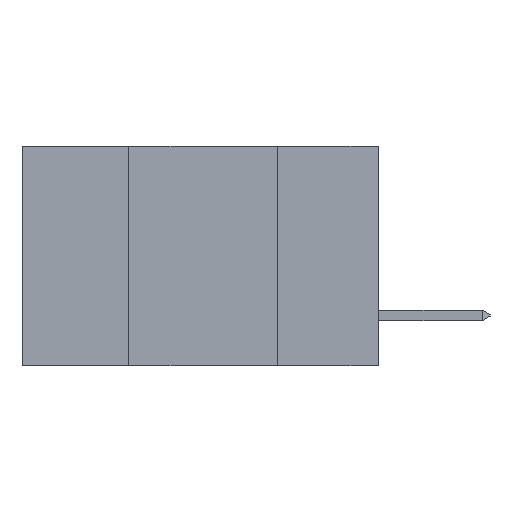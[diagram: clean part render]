
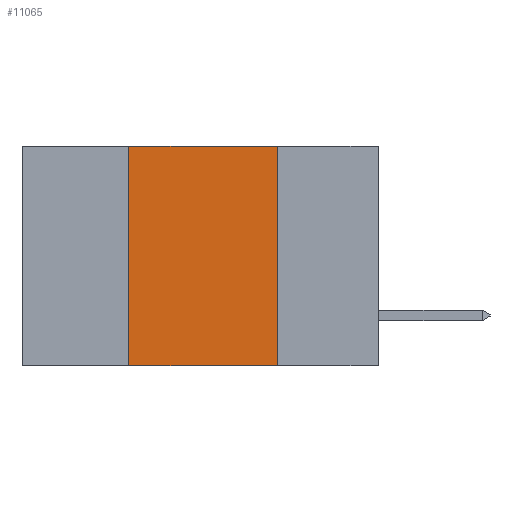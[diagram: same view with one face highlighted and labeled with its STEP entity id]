
A CAD part, left-side view. The second image highlights one B-rep face of the part: STEP entity #11065.
In plain terms, the highlighted planar face has unit normal (-1, 0, 0).
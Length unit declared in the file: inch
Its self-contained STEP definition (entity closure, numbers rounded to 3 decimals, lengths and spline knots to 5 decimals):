
#661 = LINE ( 'NONE', #3651, #8705 ) ;
#1401 = ORIENTED_EDGE ( 'NONE', *, *, #11481, .F. ) ;
#1516 = VERTEX_POINT ( 'NONE', #10789 ) ;
#1571 = DIRECTION ( 'NONE',  ( 0., -1., 0. ) ) ;
#2173 = EDGE_CURVE ( 'NONE', #1516, #7858, #11483, .T. ) ;
#2510 = VECTOR ( 'NONE', #9902, 39.37008 ) ;
#2704 = EDGE_LOOP ( 'NONE', ( #4634, #1401, #7160, #5891 ) ) ;
#3107 = CARTESIAN_POINT ( 'NONE',  ( 0., 0.6, 0. ) ) ;
#3651 = CARTESIAN_POINT ( 'NONE',  ( 0., 0.42, 0. ) ) ;
#3808 = CARTESIAN_POINT ( 'NONE',  ( 0., 0.6, 0. ) ) ;
#4015 = VERTEX_POINT ( 'NONE', #11255 ) ;
#4033 = DIRECTION ( 'NONE',  ( 0., 0., 1. ) ) ;
#4383 = LINE ( 'NONE', #3808, #2510 ) ;
#4634 = ORIENTED_EDGE ( 'NONE', *, *, #7839, .F. ) ;
#5074 = EDGE_CURVE ( 'NONE', #1516, #5557, #661, .T. ) ;
#5324 = FACE_OUTER_BOUND ( 'NONE', #2704, .T. ) ;
#5516 = DIRECTION ( 'NONE',  ( 0., 0., -1. ) ) ;
#5557 = VERTEX_POINT ( 'NONE', #10260 ) ;
#5891 = ORIENTED_EDGE ( 'NONE', *, *, #2173, .T. ) ;
#6321 = PLANE ( 'NONE',  #7253 ) ;
#7160 = ORIENTED_EDGE ( 'NONE', *, *, #5074, .F. ) ;
#7253 = AXIS2_PLACEMENT_3D ( 'NONE', #3107, #13005, #7366 ) ;
#7366 = DIRECTION ( 'NONE',  ( 0., 0., -1. ) ) ;
#7839 = EDGE_CURVE ( 'NONE', #4015, #7858, #9339, .T. ) ;
#7858 = VERTEX_POINT ( 'NONE', #10503 ) ;
#8571 = CARTESIAN_POINT ( 'NONE',  ( 0., 0.17, 0. ) ) ;
#8705 = VECTOR ( 'NONE', #4033, 39.37008 ) ;
#8945 = VECTOR ( 'NONE', #1571, 39.37008 ) ;
#9339 = LINE ( 'NONE', #8571, #12120 ) ;
#9902 = DIRECTION ( 'NONE',  ( 0., -1., 0. ) ) ;
#10260 = CARTESIAN_POINT ( 'NONE',  ( 0., 0.42, 0. ) ) ;
#10503 = CARTESIAN_POINT ( 'NONE',  ( 0., 0.17, -0.37 ) ) ;
#10576 = CARTESIAN_POINT ( 'NONE',  ( 0., 0.6, -0.37 ) ) ;
#10789 = CARTESIAN_POINT ( 'NONE',  ( 0., 0.42, -0.37 ) ) ;
#11065 = ADVANCED_FACE ( 'NONE', ( #5324 ), #6321, .F. ) ;
#11255 = CARTESIAN_POINT ( 'NONE',  ( 0., 0.17, 0. ) ) ;
#11481 = EDGE_CURVE ( 'NONE', #5557, #4015, #4383, .T. ) ;
#11483 = LINE ( 'NONE', #10576, #8945 ) ;
#12120 = VECTOR ( 'NONE', #5516, 39.37008 ) ;
#13005 = DIRECTION ( 'NONE',  ( 1., 0., 0. ) ) ;
